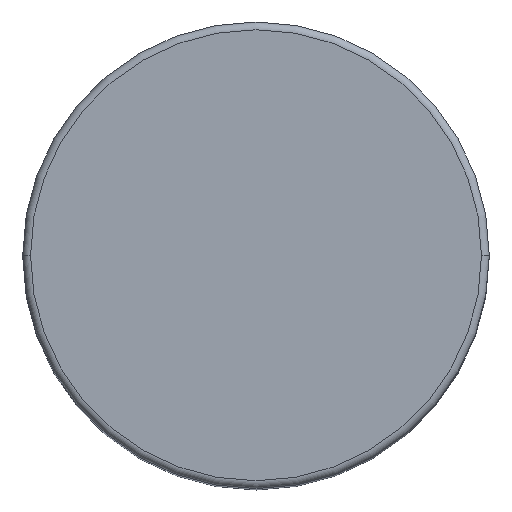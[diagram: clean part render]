
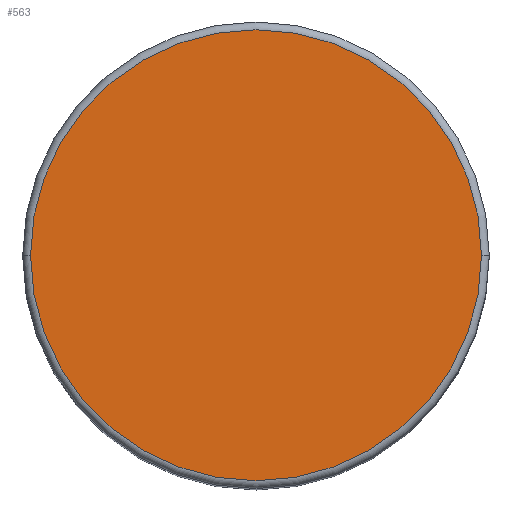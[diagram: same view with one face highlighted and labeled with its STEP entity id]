
A CAD part, top view. The second image highlights one B-rep face of the part: STEP entity #563.
In plain terms, the highlighted planar face has unit normal (0, 0, 1).
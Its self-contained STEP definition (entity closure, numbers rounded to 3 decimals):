
#197=CARTESIAN_POINT('',(0.,0.,55.));
#198=DIRECTION('',(0.,0.,1.));
#199=DIRECTION('',(1.,0.,0.));
#200=AXIS2_PLACEMENT_3D('',#197,#198,#199);
#202=CARTESIAN_POINT('',(0.,0.,55.));
#203=DIRECTION('',(0.,0.,1.));
#204=DIRECTION('',(-1.,0.,0.));
#205=AXIS2_PLACEMENT_3D('',#202,#203,#204);
#220=CARTESIAN_POINT('',(14.5,0.,55.));
#221=CARTESIAN_POINT('',(-14.5,0.,55.));
#222=VERTEX_POINT('',#220);
#223=VERTEX_POINT('',#221);
#553=CARTESIAN_POINT('',(0.,0.,55.));
#554=DIRECTION('',(0.,0.,1.));
#555=DIRECTION('',(1.,0.,0.));
#556=AXIS2_PLACEMENT_3D('',#553,#554,#555);
#557=PLANE('',#556);
#558=ORIENTED_EDGE('',*,*,#536,.F.);
#560=ORIENTED_EDGE('',*,*,#559,.F.);
#561=EDGE_LOOP('',(#558,#560));
#562=FACE_OUTER_BOUND('',#561,.F.);
#563=ADVANCED_FACE('',(#562),#557,.T.);
#201=CIRCLE('',#200,14.5);
#206=CIRCLE('',#205,14.5);
#536=EDGE_CURVE('',#222,#223,#201,.T.);
#559=EDGE_CURVE('',#223,#222,#206,.T.);
